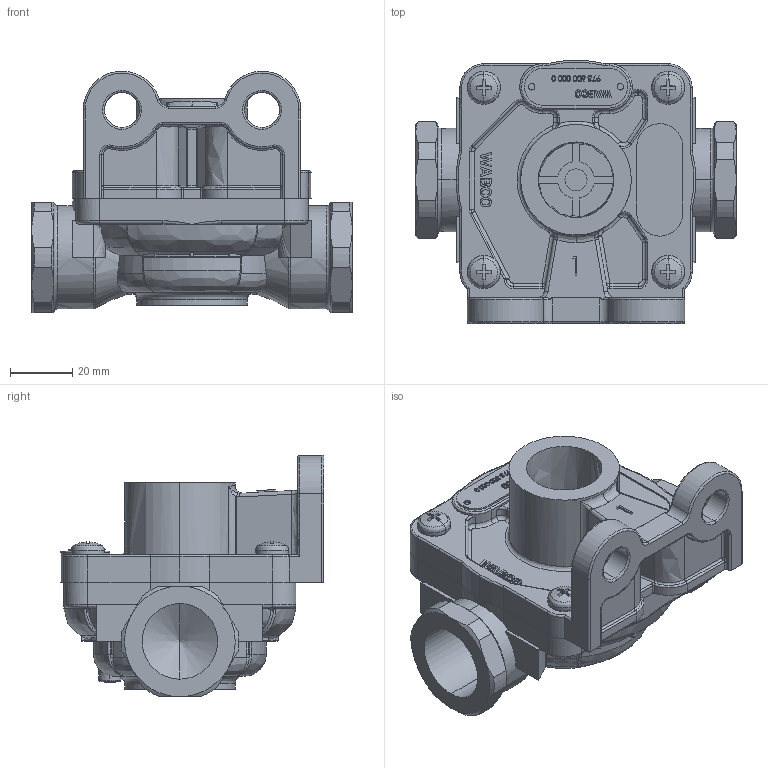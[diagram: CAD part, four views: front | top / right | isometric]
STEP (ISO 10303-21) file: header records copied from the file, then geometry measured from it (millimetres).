
FILE_DESCRIPTION(('FreeCAD Model'),'2;1');
FILE_NAME('Open CASCADE Shape Model','2025-05-04T11:58:47',('FreeCAD'),( 'FreeCAD'),'Open CASCADE STEP processor 7.6','FreeCAD','Unknown');
FILE_SCHEMA(('AUTOMOTIVE_DESIGN { 1 0 10303 214 1 1 1 1 }'));
Products named in the file (1): Open CASCADE STEP translator 7.6 1
Bounding box: 102.62 x 84.26 x 77.23 mm (x, y, z)
Volume: 187470.1 mm3; surface area: 60229.1 mm2
Topology: 8 solids, 8 shells, 1101 faces, 2792 edges, 1715 vertices
Faces by surface type: bspline 1101
Entity records: 44571 total; most frequent: CARTESIAN_POINT 28699, ORIENTED_EDGE 5526, EDGE_CURVE 2763, B_SPLINE_CURVE_WITH_KNOTS 1833, VERTEX_POINT 1715, FACE_BOUND 1186, EDGE_LOOP 1186, ADVANCED_FACE 1101
